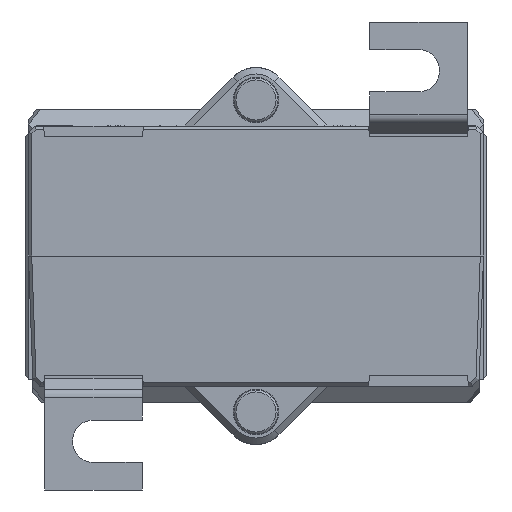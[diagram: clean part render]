
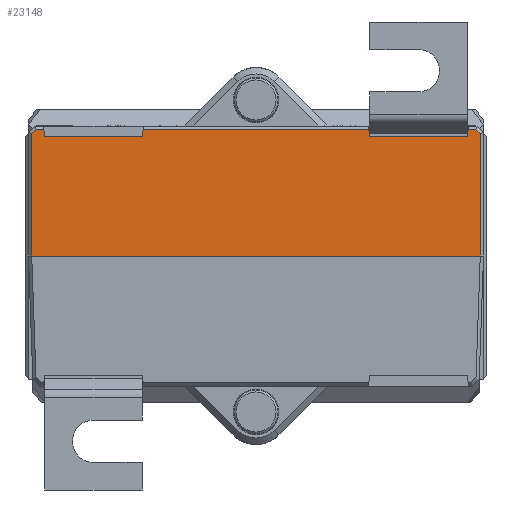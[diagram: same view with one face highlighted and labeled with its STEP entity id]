
A CAD part, front view. The second image highlights one B-rep face of the part: STEP entity #23148.
In plain terms, the highlighted planar face has unit normal (0, -1, 0).
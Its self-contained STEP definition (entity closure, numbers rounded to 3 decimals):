
#9619 = DIRECTION ( 'NONE',  ( -1., 0., 0. ) ) ;
#9620 = VECTOR ( 'NONE', #9619, 1000. ) ;
#10195 = VECTOR ( 'NONE', #10231, 1000. ) ;
#10231 = DIRECTION ( 'NONE',  ( 1., 0., 0. ) ) ;
#10241 = CARTESIAN_POINT ( 'NONE',  ( -35., -36.75, 0. ) ) ;
#10242 = LINE ( 'NONE', #10241, #10195 ) ;
#10247 = CARTESIAN_POINT ( 'NONE',  ( 34.5, -36.75, 0. ) ) ;
#10262 = CARTESIAN_POINT ( 'NONE',  ( -34.5, -36.75, 0. ) ) ;
#11091 = CARTESIAN_POINT ( 'NONE',  ( -32.618, -36.75, 19.5 ) ) ;
#11092 = DIRECTION ( 'NONE',  ( 1., 0., 0. ) ) ;
#11093 = VECTOR ( 'NONE', #11092, 1000. ) ;
#11094 = CARTESIAN_POINT ( 'NONE',  ( -35., -36.75, 18.4 ) ) ;
#11096 = CARTESIAN_POINT ( 'NONE',  ( -34.5, -36.75, 18.793 ) ) ;
#11097 = DIRECTION ( 'NONE',  ( -1., 0., 0. ) ) ;
#11098 = CARTESIAN_POINT ( 'NONE',  ( 32.608, -36.75, 18.4 ) ) ;
#11099 = AXIS2_PLACEMENT_3D ( 'NONE', #11115, #11108, #11097 ) ;
#11100 = DIRECTION ( 'NONE',  ( 0., 0., 1. ) ) ;
#11101 = VECTOR ( 'NONE', #11100, 1000. ) ;
#11102 = LINE ( 'NONE', #11094, #11093 ) ;
#11104 = LINE ( 'NONE', #11113, #11101 ) ;
#11105 = DIRECTION ( 'NONE',  ( 0.009, 0., 1. ) ) ;
#11106 = VECTOR ( 'NONE', #11105, 1000. ) ;
#11107 = CARTESIAN_POINT ( 'NONE',  ( -17.379, -36.75, 19.846 ) ) ;
#11108 = DIRECTION ( 'NONE',  ( 0., 1., 0. ) ) ;
#11109 = LINE ( 'NONE', #11107, #11106 ) ;
#11110 = PLANE ( 'NONE',  #11099 ) ;
#11113 = CARTESIAN_POINT ( 'NONE',  ( 34.5, -36.75, 20. ) ) ;
#11114 = FACE_OUTER_BOUND ( 'NONE', #23141, .T. ) ;
#11115 = CARTESIAN_POINT ( 'NONE',  ( -35., -36.75, 20. ) ) ;
#11117 = CARTESIAN_POINT ( 'NONE',  ( -32.608, -36.75, 18.4 ) ) ;
#11148 = DIRECTION ( 'NONE',  ( 0.009, 0., -1. ) ) ;
#11149 = VECTOR ( 'NONE', #11148, 1000. ) ;
#11150 = CARTESIAN_POINT ( 'NONE',  ( -32.622, -36.75, 20.021 ) ) ;
#11151 = LINE ( 'NONE', #11150, #11149 ) ;
#11152 = CARTESIAN_POINT ( 'NONE',  ( 32.618, -36.75, 19.5 ) ) ;
#11155 = CARTESIAN_POINT ( 'NONE',  ( -34., -36.75, 19.5 ) ) ;
#11161 = LINE ( 'NONE', #11155, #9620 ) ;
#11194 = DIRECTION ( 'NONE',  ( 0.009, 0., -1. ) ) ;
#11195 = VECTOR ( 'NONE', #11194, 1000. ) ;
#11196 = CARTESIAN_POINT ( 'NONE',  ( 17.374, -36.75, 20.457 ) ) ;
#11197 = LINE ( 'NONE', #11196, #11195 ) ;
#11198 = DIRECTION ( 'NONE',  ( -1., 0., 0. ) ) ;
#11199 = VECTOR ( 'NONE', #11198, 1000. ) ;
#11204 = CARTESIAN_POINT ( 'NONE',  ( -34., -36.75, 19.5 ) ) ;
#11205 = LINE ( 'NONE', #11204, #11199 ) ;
#11217 = CARTESIAN_POINT ( 'NONE',  ( -17.382, -36.75, 19.5 ) ) ;
#11218 = DIRECTION ( 'NONE',  ( -0.707, 0., 0.707 ) ) ;
#11219 = VECTOR ( 'NONE', #11218, 1000. ) ;
#11220 = CARTESIAN_POINT ( 'NONE',  ( 33.646, -36.75, 19.646 ) ) ;
#11222 = CARTESIAN_POINT ( 'NONE',  ( -17.392, -36.75, 18.4 ) ) ;
#11224 = LINE ( 'NONE', #11220, #11219 ) ;
#11225 = CARTESIAN_POINT ( 'NONE',  ( 34.5, -36.75, 18.793 ) ) ;
#11226 = DIRECTION ( 'NONE',  ( 0., 0., -1. ) ) ;
#11227 = VECTOR ( 'NONE', #11226, 1000. ) ;
#11228 = CARTESIAN_POINT ( 'NONE',  ( 33.793, -36.75, 19.5 ) ) ;
#11229 = DIRECTION ( 'NONE',  ( -0.707, 0., -0.707 ) ) ;
#11230 = CARTESIAN_POINT ( 'NONE',  ( 17.382, -36.75, 19.5 ) ) ;
#11231 = CARTESIAN_POINT ( 'NONE',  ( -33.793, -36.75, 19.5 ) ) ;
#11233 = CARTESIAN_POINT ( 'NONE',  ( -34.5, -36.75, 20. ) ) ;
#11234 = LINE ( 'NONE', #11233, #11227 ) ;
#11235 = VECTOR ( 'NONE', #11229, 1000. ) ;
#11236 = CARTESIAN_POINT ( 'NONE',  ( -34.646, -36.75, 18.646 ) ) ;
#11237 = DIRECTION ( 'NONE',  ( -1., 0., 0. ) ) ;
#11238 = VECTOR ( 'NONE', #11237, 1000. ) ;
#11239 = CARTESIAN_POINT ( 'NONE',  ( -35., -36.75, 18.4 ) ) ;
#11240 = LINE ( 'NONE', #11239, #11238 ) ;
#11242 = LINE ( 'NONE', #11236, #11235 ) ;
#11245 = DIRECTION ( 'NONE',  ( 0.009, 0., 1. ) ) ;
#11246 = VECTOR ( 'NONE', #11245, 1000. ) ;
#11247 = CARTESIAN_POINT ( 'NONE',  ( 17.392, -36.75, 18.4 ) ) ;
#11249 = CARTESIAN_POINT ( 'NONE',  ( 32.617, -36.75, 19.41 ) ) ;
#11250 = LINE ( 'NONE', #11249, #11246 ) ;
#11273 = DIRECTION ( 'NONE',  ( -1., 0., 0. ) ) ;
#11274 = VECTOR ( 'NONE', #11273, 1000. ) ;
#11275 = CARTESIAN_POINT ( 'NONE',  ( -34., -36.75, 19.5 ) ) ;
#11278 = LINE ( 'NONE', #11275, #11274 ) ;
#22329 = EDGE_CURVE ( 'NONE', #22372, #22384, #10242, .T. ) ;
#22372 = VERTEX_POINT ( 'NONE', #10262 ) ;
#22384 = VERTEX_POINT ( 'NONE', #10247 ) ;
#23141 = EDGE_LOOP ( 'NONE', ( #23150, #23149, #23163, #23261, #23266, #23159, #23260, #23275, #23270, #23246, #23264, #23255, #23259, #23222 ) ) ;
#23142 = VERTEX_POINT ( 'NONE', #11117 ) ;
#23143 = EDGE_CURVE ( 'NONE', #23282, #23284, #11109, .T. ) ;
#23145 = EDGE_CURVE ( 'NONE', #22384, #23273, #11104, .T. ) ;
#23148 = ADVANCED_FACE ( 'NONE', ( #11114 ), #11110, .F. ) ;
#23149 = ORIENTED_EDGE ( 'NONE', *, *, #23151, .F. ) ;
#23150 = ORIENTED_EDGE ( 'NONE', *, *, #23143, .F. ) ;
#23151 = EDGE_CURVE ( 'NONE', #23142, #23282, #11102, .T. ) ;
#23152 = VERTEX_POINT ( 'NONE', #11096 ) ;
#23153 = VERTEX_POINT ( 'NONE', #11098 ) ;
#23155 = VERTEX_POINT ( 'NONE', #11091 ) ;
#23157 = EDGE_CURVE ( 'NONE', #23155, #23142, #11151, .T. ) ;
#23159 = ORIENTED_EDGE ( 'NONE', *, *, #23267, .T. ) ;
#23161 = VERTEX_POINT ( 'NONE', #11152 ) ;
#23163 = ORIENTED_EDGE ( 'NONE', *, *, #23157, .F. ) ;
#23221 = EDGE_CURVE ( 'NONE', #23268, #23284, #11161, .T. ) ;
#23222 = ORIENTED_EDGE ( 'NONE', *, *, #23221, .T. ) ;
#23238 = EDGE_CURVE ( 'NONE', #23272, #23161, #11205, .T. ) ;
#23244 = EDGE_CURVE ( 'NONE', #23268, #23252, #11197, .T. ) ;
#23246 = ORIENTED_EDGE ( 'NONE', *, *, #23238, .T. ) ;
#23248 = EDGE_CURVE ( 'NONE', #23153, #23161, #11250, .T. ) ;
#23252 = VERTEX_POINT ( 'NONE', #11247 ) ;
#23253 = EDGE_CURVE ( 'NONE', #23153, #23252, #11240, .T. ) ;
#23255 = ORIENTED_EDGE ( 'NONE', *, *, #23253, .T. ) ;
#23259 = ORIENTED_EDGE ( 'NONE', *, *, #23244, .F. ) ;
#23260 = ORIENTED_EDGE ( 'NONE', *, *, #22329, .T. ) ;
#23261 = ORIENTED_EDGE ( 'NONE', *, *, #23283, .T. ) ;
#23262 = EDGE_CURVE ( 'NONE', #23285, #23152, #11242, .T. ) ;
#23264 = ORIENTED_EDGE ( 'NONE', *, *, #23248, .F. ) ;
#23266 = ORIENTED_EDGE ( 'NONE', *, *, #23262, .T. ) ;
#23267 = EDGE_CURVE ( 'NONE', #23152, #22372, #11234, .T. ) ;
#23268 = VERTEX_POINT ( 'NONE', #11230 ) ;
#23270 = ORIENTED_EDGE ( 'NONE', *, *, #23277, .T. ) ;
#23272 = VERTEX_POINT ( 'NONE', #11228 ) ;
#23273 = VERTEX_POINT ( 'NONE', #11225 ) ;
#23275 = ORIENTED_EDGE ( 'NONE', *, *, #23145, .T. ) ;
#23277 = EDGE_CURVE ( 'NONE', #23273, #23272, #11224, .T. ) ;
#23282 = VERTEX_POINT ( 'NONE', #11222 ) ;
#23283 = EDGE_CURVE ( 'NONE', #23155, #23285, #11278, .T. ) ;
#23284 = VERTEX_POINT ( 'NONE', #11217 ) ;
#23285 = VERTEX_POINT ( 'NONE', #11231 ) ;
